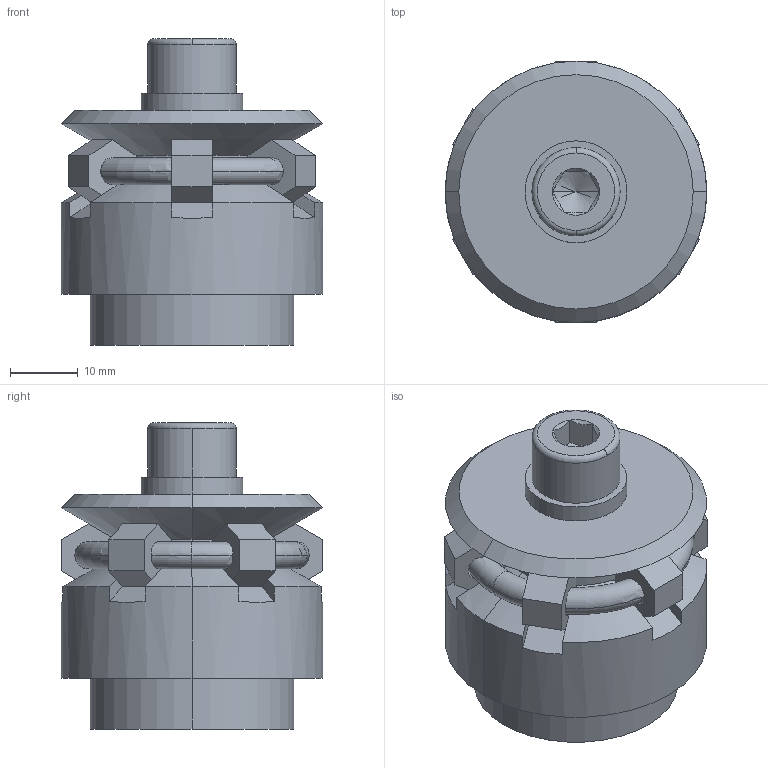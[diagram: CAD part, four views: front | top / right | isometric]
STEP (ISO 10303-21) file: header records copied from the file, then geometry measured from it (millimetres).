
FILE_DESCRIPTION(('STEP AP214'),'1');
FILE_NAME(' ',' ',('TraceParts'),('TraceParts S.A.'),'XStep 1.0',' ',' ');
FILE_SCHEMA(('automotive_design'));
Length unit declared in the file: millimetre
Products named in the file (1): 1
Bounding box: 38.5 x 38.5 x 45.1 mm (x, y, z)
Volume: 33555.8 mm3; surface area: 10723.2 mm2
Topology: 1 solids, 1 shells, 204 faces, 515 edges, 306 vertices
Faces by surface type: plane 104, cylinder 42, cone 32, torus 26
Entity records: 12269 total; most frequent: CARTESIAN_POINT 1808, ORIENTED_EDGE 1078, STYLED_ITEM 1023, PRESENTATION_STYLE_ASSIGNMENT 1023, COLOUR_RGB 1023, DIRECTION 948, EDGE_CURVE 513, CURVE_STYLE 513
